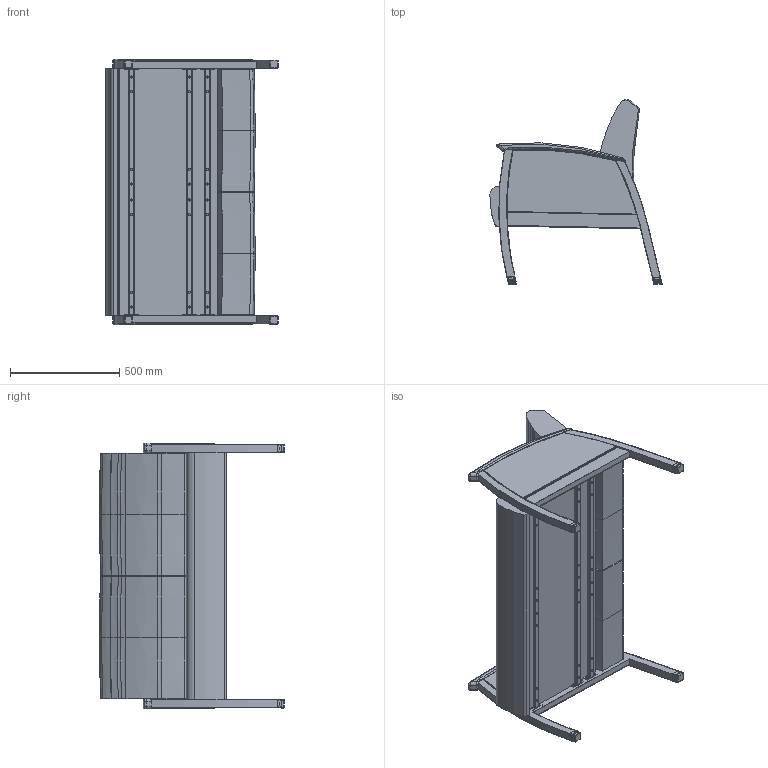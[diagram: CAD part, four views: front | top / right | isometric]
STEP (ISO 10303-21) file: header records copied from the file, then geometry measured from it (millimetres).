
FILE_DESCRIPTION(/* description */ (''),/* implementation_level */ '2;1');
FILE_NAME(/* name */ 'KOL20PW.stp',/* time_stamp */ '2016-03-28T11:10:21-04:00',/* author */ ('emerkel'),/* organization */ (''),/* preprocessor_version */ 'ST-DEVELOPER v16.1',/* originating_system */ 'Autodesk Inventor 2016',/* authorisation */ '');
FILE_SCHEMA (('AUTOMOTIVE_DESIGN { 1 0 10303 214 3 1 1 }'));
Length unit declared in the file: inch
Products named in the file (11): KOL20 USEAT; KOL ARML-1; KOL ARMR-1; KOL10 NEW BACK; TUBE 1.5 x 44.625; STUBE PLT-1; STUBE1.5X44.625; EV7000 MAC BLK; LEG CAP KOL; UPANEL KOL10; KOL20PW
Assembly tree (19 placements, depth 3):
  KOL20PW
    KOL20 USEAT
    KOL ARML-1
    KOL ARMR-1
    KOL10 NEW BACK  x2
    STUBE1.5X44.625  x3
      TUBE 1.5 x 44.625
      STUBE PLT-1
    EV7000 MAC BLK  x2
    LEG CAP KOL  x4
    UPANEL KOL10  x2
Bounding box: 788.96 x 846.23 x 1219.2 mm (x, y, z)
Volume: 186213938.6 mm3; surface area: 6399114.5 mm2
Topology: 24 solids, 24 shells, 773 faces, 2017 edges, 1294 vertices
Faces by surface type: cylinder 319, plane 294, bspline 112, torus 32, sphere 16
Full cylindrical faces by diameter (mm): 6.35 x30, 7.137 x24, 9.525 x48
Entity records: 13826 total; most frequent: CARTESIAN_POINT 4723, ORIENTED_EDGE 1766, DIRECTION 1739, EDGE_CURVE 883, AXIS2_PLACEMENT_3D 679, VERTEX_POINT 605, EDGE_LOOP 530, LINE 381
